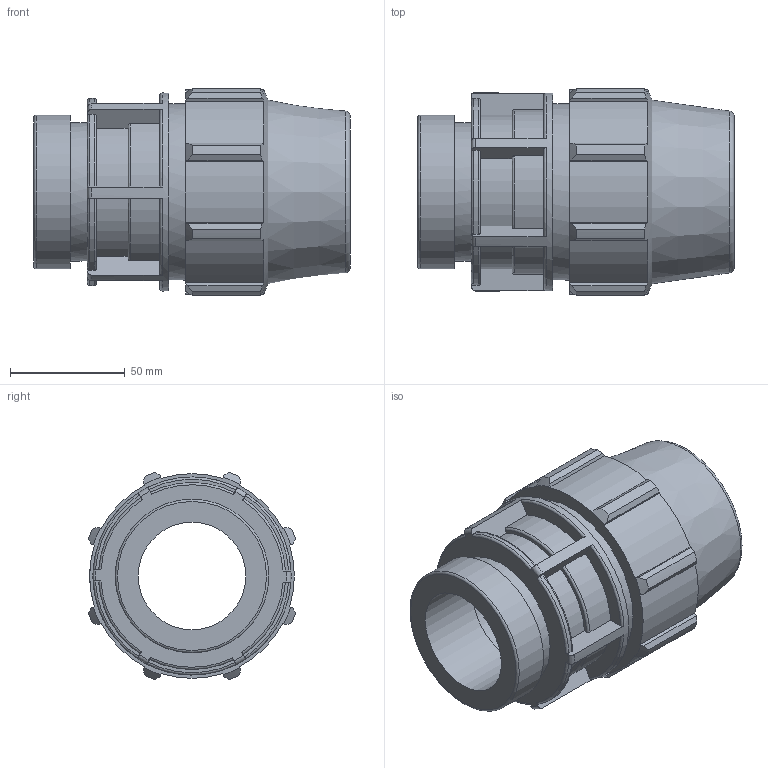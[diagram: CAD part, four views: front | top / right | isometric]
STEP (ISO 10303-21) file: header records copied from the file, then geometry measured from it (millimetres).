
FILE_DESCRIPTION(/* description */ ('073200050020_183200050020_0732060500200A'),/* implementation_level */ '2;1');
FILE_NAME(/* name */ '073200050020_183200050020_0732060500200A.ipt.stp',/* time_stamp */ '2017-06-06T11:06:00+03:00',/* author */ ('Кирилл'),/* organization */ (''),/* preprocessor_version */ 'ST-DEVELOPER v15.6',/* originating_system */ 'Autodesk Inventor 2015',/* authorisation */ '');
FILE_SCHEMA (('AUTOMOTIVE_DESIGN { 1 0 10303 214 3 1 1 }'));
Length unit declared in the file: millimetre
Products named in the file (1): 073200050020_183200050020_0732060500200A
Bounding box: 138 x 90.33 x 90.33 mm (x, y, z)
Volume: 386716.9 mm3; surface area: 73149.1 mm2
Topology: 1 solids, 1 shells, 154 faces, 435 edges, 289 vertices
Faces by surface type: plane 70, cylinder 40, torus 32, cone 12
Full cylindrical faces by diameter (mm): 46.9 x1, 50 x1, 60.3 x1, 67 x1, 76.8 x1, 86.4 x1
Entity records: 5508 total; most frequent: CARTESIAN_POINT 1465, ORIENTED_EDGE 840, DIRECTION 774, EDGE_CURVE 420, AXIS2_PLACEMENT_3D 291, VERTEX_POINT 286, LINE 192, VECTOR 192
